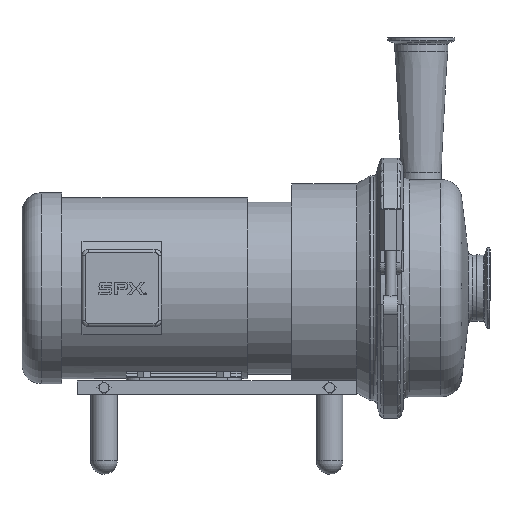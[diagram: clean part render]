
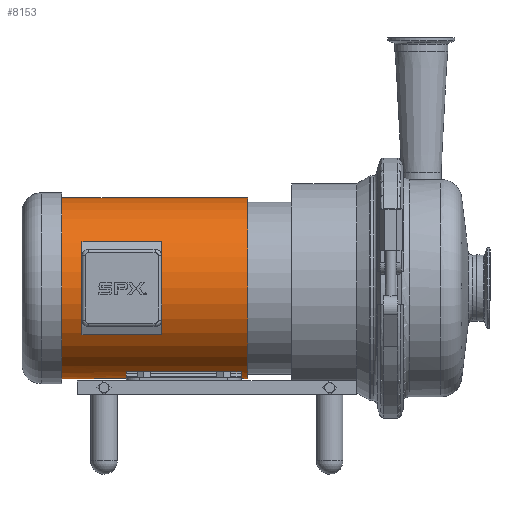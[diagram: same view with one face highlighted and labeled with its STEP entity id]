
A CAD part, top view. The second image highlights one B-rep face of the part: STEP entity #8153.
In plain terms, the highlighted cylindrical face has radius 86.487 mm (diameter 172.974 mm), a full revolution.
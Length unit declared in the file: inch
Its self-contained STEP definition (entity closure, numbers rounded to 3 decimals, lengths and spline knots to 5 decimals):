
#79=FACE_BOUND('',#2688,.T.);
#127=CYLINDRICAL_SURFACE('',#8893,3.405);
#1056=LINE('',#14081,#1691);
#1078=LINE('',#14150,#1713);
#1079=LINE('',#14155,#1714);
#1080=LINE('',#14159,#1715);
#1081=LINE('',#14162,#1716);
#1082=LINE('',#14166,#1717);
#1691=VECTOR('',#10834,0.3937);
#1713=VECTOR('',#10902,0.3937);
#1714=VECTOR('',#10909,3.405);
#1715=VECTOR('',#10912,0.3937);
#1716=VECTOR('',#10915,3.405);
#1717=VECTOR('',#10918,0.3937);
#2229=FACE_OUTER_BOUND('',#2687,.T.);
#2687=EDGE_LOOP('',(#7092,#7093,#7094,#7095,#7096,#7097,#7098,#7099,#7100,
#7101,#7102,#7103,#7104,#7105));
#2688=EDGE_LOOP('',(#7106,#7107,#7108,#7109));
#3095=CIRCLE('',#8852,3.405);
#3096=CIRCLE('',#8853,3.405);
#3099=CIRCLE('',#8857,3.405);
#3100=CIRCLE('',#8858,3.405);
#3119=CIRCLE('',#8894,3.405);
#3120=CIRCLE('',#8895,3.405);
#3121=CIRCLE('',#8896,3.405);
#3122=CIRCLE('',#8897,3.405);
#3123=CIRCLE('',#8898,3.405);
#3124=CIRCLE('',#8899,3.405);
#3823=VERTEX_POINT('',#14042);
#3824=VERTEX_POINT('',#14043);
#3827=VERTEX_POINT('',#14051);
#3828=VERTEX_POINT('',#14052);
#3835=VERTEX_POINT('',#14079);
#3836=VERTEX_POINT('',#14080);
#3859=VERTEX_POINT('',#14148);
#3860=VERTEX_POINT('',#14149);
#3861=VERTEX_POINT('',#14154);
#3862=VERTEX_POINT('',#14156);
#3863=VERTEX_POINT('',#14158);
#3864=VERTEX_POINT('',#14160);
#3865=VERTEX_POINT('',#14163);
#3866=VERTEX_POINT('',#14165);
#4936=EDGE_CURVE('',#3823,#3824,#3095,.T.);
#4937=EDGE_CURVE('',#3824,#3823,#3096,.T.);
#4940=EDGE_CURVE('',#3827,#3828,#3099,.T.);
#4941=EDGE_CURVE('',#3828,#3827,#3100,.T.);
#4955=EDGE_CURVE('',#3835,#3836,#1056,.T.);
#4989=EDGE_CURVE('',#3859,#3860,#1078,.T.);
#4992=EDGE_CURVE('',#3824,#3861,#1079,.T.);
#4993=EDGE_CURVE('',#3861,#3862,#3119,.T.);
#4994=EDGE_CURVE('',#3862,#3863,#1080,.T.);
#4995=EDGE_CURVE('',#3863,#3864,#3120,.T.);
#4996=EDGE_CURVE('',#3864,#3828,#1081,.T.);
#4997=EDGE_CURVE('',#3864,#3865,#3121,.T.);
#4998=EDGE_CURVE('',#3865,#3866,#1082,.T.);
#4999=EDGE_CURVE('',#3866,#3861,#3122,.T.);
#5000=EDGE_CURVE('',#3860,#3835,#3123,.T.);
#5001=EDGE_CURVE('',#3836,#3859,#3124,.T.);
#7092=ORIENTED_EDGE('',*,*,#4936,.F.);
#7093=ORIENTED_EDGE('',*,*,#4937,.F.);
#7094=ORIENTED_EDGE('',*,*,#4992,.T.);
#7095=ORIENTED_EDGE('',*,*,#4993,.T.);
#7096=ORIENTED_EDGE('',*,*,#4994,.T.);
#7097=ORIENTED_EDGE('',*,*,#4995,.T.);
#7098=ORIENTED_EDGE('',*,*,#4996,.T.);
#7099=ORIENTED_EDGE('',*,*,#4941,.T.);
#7100=ORIENTED_EDGE('',*,*,#4940,.T.);
#7101=ORIENTED_EDGE('',*,*,#4996,.F.);
#7102=ORIENTED_EDGE('',*,*,#4997,.T.);
#7103=ORIENTED_EDGE('',*,*,#4998,.T.);
#7104=ORIENTED_EDGE('',*,*,#4999,.T.);
#7105=ORIENTED_EDGE('',*,*,#4992,.F.);
#7106=ORIENTED_EDGE('',*,*,#4989,.T.);
#7107=ORIENTED_EDGE('',*,*,#5000,.T.);
#7108=ORIENTED_EDGE('',*,*,#4955,.T.);
#7109=ORIENTED_EDGE('',*,*,#5001,.T.);
#8153=ADVANCED_FACE('',(#2229,#79),#127,.T.);
#8852=AXIS2_PLACEMENT_3D('',#14044,#10793,#10794);
#8853=AXIS2_PLACEMENT_3D('',#14045,#10795,#10796);
#8857=AXIS2_PLACEMENT_3D('',#14053,#10803,#10804);
#8858=AXIS2_PLACEMENT_3D('',#14054,#10805,#10806);
#8893=AXIS2_PLACEMENT_3D('',#14153,#10907,#10908);
#8894=AXIS2_PLACEMENT_3D('',#14157,#10910,#10911);
#8895=AXIS2_PLACEMENT_3D('',#14161,#10913,#10914);
#8896=AXIS2_PLACEMENT_3D('',#14164,#10916,#10917);
#8897=AXIS2_PLACEMENT_3D('',#14167,#10919,#10920);
#8898=AXIS2_PLACEMENT_3D('',#14168,#10921,#10922);
#8899=AXIS2_PLACEMENT_3D('',#14169,#10923,#10924);
#10793=DIRECTION('center_axis',(1.,0.,0.));
#10794=DIRECTION('ref_axis',(0.,-1.,0.));
#10795=DIRECTION('center_axis',(1.,0.,0.));
#10796=DIRECTION('ref_axis',(0.,-1.,0.));
#10803=DIRECTION('center_axis',(1.,0.,0.));
#10804=DIRECTION('ref_axis',(0.,-1.,0.));
#10805=DIRECTION('center_axis',(1.,0.,0.));
#10806=DIRECTION('ref_axis',(0.,-1.,0.));
#10834=DIRECTION('',(-1.,0.,0.));
#10902=DIRECTION('',(1.,0.,0.));
#10907=DIRECTION('center_axis',(1.,0.,0.));
#10908=DIRECTION('ref_axis',(0.,0.,-1.));
#10909=DIRECTION('',(-1.,0.,0.));
#10910=DIRECTION('center_axis',(1.,0.,0.));
#10911=DIRECTION('ref_axis',(0.,0.,-1.));
#10912=DIRECTION('',(-1.,0.,0.));
#10913=DIRECTION('center_axis',(-1.,0.,0.));
#10914=DIRECTION('ref_axis',(0.,0.,-1.));
#10915=DIRECTION('',(-1.,0.,0.));
#10916=DIRECTION('center_axis',(-1.,0.,0.));
#10917=DIRECTION('ref_axis',(0.,0.,-1.));
#10918=DIRECTION('',(1.,0.,0.));
#10919=DIRECTION('center_axis',(1.,0.,0.));
#10920=DIRECTION('ref_axis',(0.,0.,-1.));
#10921=DIRECTION('center_axis',(1.,0.,0.));
#10922=DIRECTION('ref_axis',(0.,0.,-1.));
#10923=DIRECTION('center_axis',(-1.,0.,0.));
#10924=DIRECTION('ref_axis',(0.,0.,-1.));
#14042=CARTESIAN_POINT('',(-5.384,0.,-3.405));
#14043=CARTESIAN_POINT('',(-5.384,0.,3.405));
#14044=CARTESIAN_POINT('Origin',(-5.384,0.,0.));
#14045=CARTESIAN_POINT('Origin',(-5.384,0.,0.));
#14051=CARTESIAN_POINT('',(-12.384,0.,-3.405));
#14052=CARTESIAN_POINT('',(-12.384,0.,3.405));
#14053=CARTESIAN_POINT('Origin',(-12.384,0.,0.));
#14054=CARTESIAN_POINT('Origin',(-12.384,0.,0.));
#14079=CARTESIAN_POINT('',(-5.634,-3.15193,-1.28817));
#14080=CARTESIAN_POINT('',(-9.954,-3.15193,-1.28817));
#14081=CARTESIAN_POINT('',(-5.634,-3.15193,-1.28817));
#14148=CARTESIAN_POINT('',(-9.954,-3.15193,1.28817));
#14149=CARTESIAN_POINT('',(-5.634,-3.15193,1.28817));
#14150=CARTESIAN_POINT('',(-5.634,-3.15193,1.28817));
#14153=CARTESIAN_POINT('Origin',(-8.884,0.,0.));
#14154=CARTESIAN_POINT('',(-8.624,0.,3.405));
#14155=CARTESIAN_POINT('',(-8.884,0.,3.405));
#14156=CARTESIAN_POINT('',(-8.624,-1.7025,2.94882));
#14157=CARTESIAN_POINT('Origin',(-8.624,0.,0.));
#14158=CARTESIAN_POINT('',(-11.624,-1.7025,2.94882));
#14159=CARTESIAN_POINT('',(-8.884,-1.7025,2.94882));
#14160=CARTESIAN_POINT('',(-11.624,0.,3.405));
#14161=CARTESIAN_POINT('Origin',(-11.624,0.,0.));
#14162=CARTESIAN_POINT('',(-8.884,0.,3.405));
#14163=CARTESIAN_POINT('',(-11.624,1.7025,2.94882));
#14164=CARTESIAN_POINT('Origin',(-11.624,0.,0.));
#14165=CARTESIAN_POINT('',(-8.624,1.7025,2.94882));
#14166=CARTESIAN_POINT('',(-8.884,1.7025,2.94882));
#14167=CARTESIAN_POINT('Origin',(-8.624,0.,0.));
#14168=CARTESIAN_POINT('Origin',(-5.634,0.,0.));
#14169=CARTESIAN_POINT('Origin',(-9.954,0.,0.));
